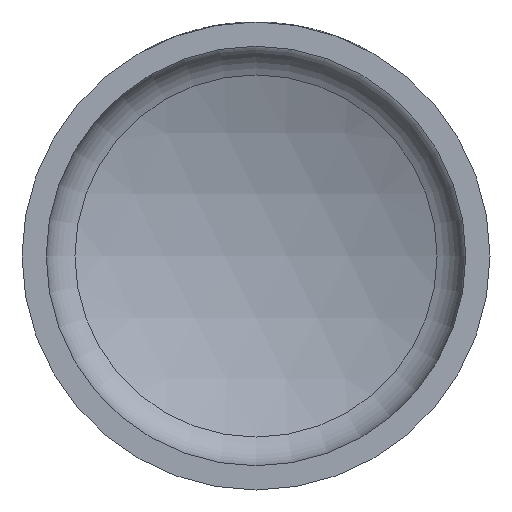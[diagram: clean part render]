
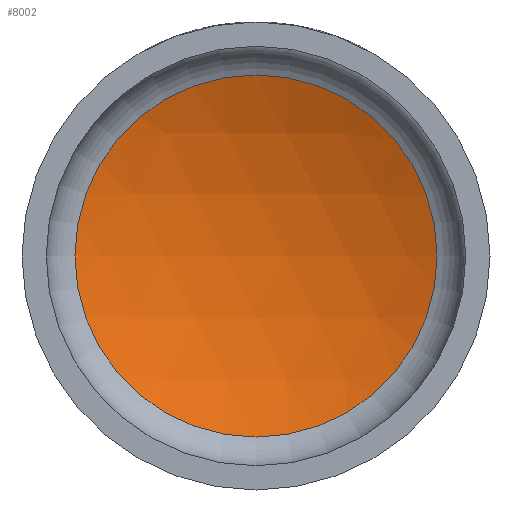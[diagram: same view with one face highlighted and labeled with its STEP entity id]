
A CAD part, front view. The second image highlights one B-rep face of the part: STEP entity #8002.
In plain terms, the highlighted spherical face has radius 48.3 mm.
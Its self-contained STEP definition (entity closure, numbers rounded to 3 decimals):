
#549 = CARTESIAN_POINT ( 'NONE',  ( 0., 15.454, -18.689 ) ) ;
#860 = CARTESIAN_POINT ( 'NONE',  ( 0., 15.454, 0. ) ) ;
#1288 = VERTEX_POINT ( 'NONE', #549 ) ;
#1381 = EDGE_CURVE ( 'NONE', #1288, #1288, #10156, .T. ) ;
#3515 = DIRECTION ( 'NONE',  ( 0., 0., 1. ) ) ;
#3632 = DIRECTION ( 'NONE',  ( 0., -1., 0. ) ) ;
#6403 = DIRECTION ( 'NONE',  ( 1., 0., 0. ) ) ;
#7746 = CARTESIAN_POINT ( 'NONE',  ( 0., -29.084, 0. ) ) ;
#8002 = ADVANCED_FACE ( 'NONE', ( #14938 ), #8982, .F. ) ;
#8982 = SPHERICAL_SURFACE ( 'NONE', #10191, 48.3 ) ;
#9923 = ORIENTED_EDGE ( 'NONE', *, *, #1381, .T. ) ;
#10156 = CIRCLE ( 'NONE', #14640, 18.689 ) ;
#10191 = AXIS2_PLACEMENT_3D ( 'NONE', #7746, #3515, #6403 ) ;
#10762 = EDGE_LOOP ( 'NONE', ( #9923 ) ) ;
#13294 = DIRECTION ( 'NONE',  ( 0., 0., -1. ) ) ;
#14640 = AXIS2_PLACEMENT_3D ( 'NONE', #860, #3632, #13294 ) ;
#14938 = FACE_OUTER_BOUND ( 'NONE', #10762, .T. ) ;
